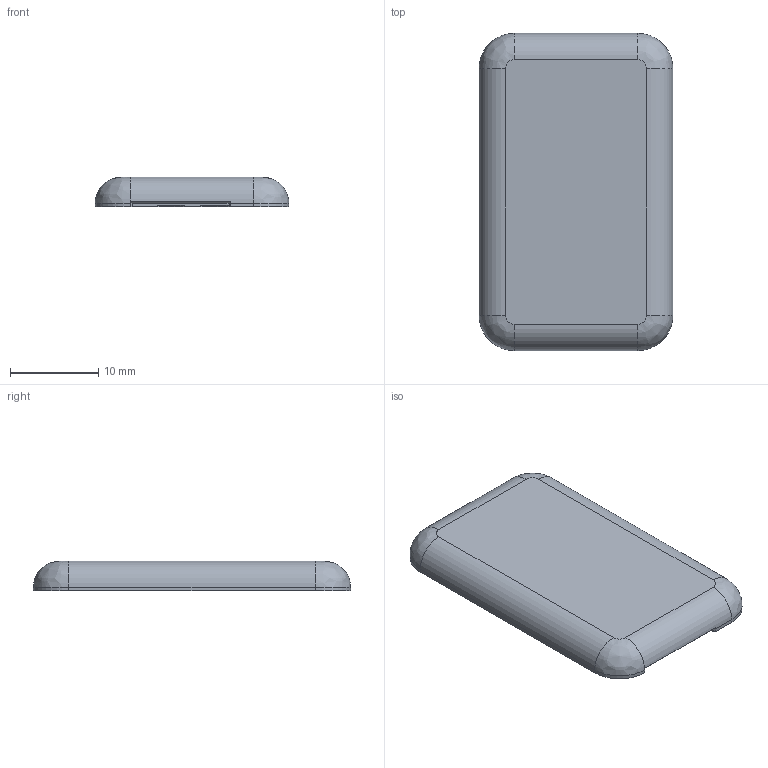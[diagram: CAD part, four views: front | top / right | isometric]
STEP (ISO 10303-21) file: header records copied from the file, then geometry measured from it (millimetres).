
FILE_DESCRIPTION(/* description */ (''),/* implementation_level */ '2;1');
FILE_NAME(/* name */ 'WS_Cover.step',/* time_stamp */ '2025-07-01T16:04:09-06:00',/* author */ (''),/* organization */ (''),/* preprocessor_version */ 'ST-DEVELOPER v20.1',/* originating_system */ 'Autodesk Translation Framework v14.10.0.0',/* authorisation */ '');
FILE_SCHEMA (('AUTOMOTIVE_DESIGN { 1 0 10303 214 3 1 1 }'));
Length unit declared in the file: millimetre
Products named in the file (1): Joserra_WS_Case
Bounding box: 22 x 36 x 3.4 mm (x, y, z)
Volume: 1627.6 mm3; surface area: 1911.9 mm2
Topology: 1 solids, 1 shells, 45 faces, 117 edges, 74 vertices
Faces by surface type: plane 33, cylinder 8, bspline 4
Entity records: 1413 total; most frequent: CARTESIAN_POINT 269, ORIENTED_EDGE 234, DIRECTION 223, EDGE_CURVE 117, LINE 95, VECTOR 95, VERTEX_POINT 74, AXIS2_PLACEMENT_3D 64
